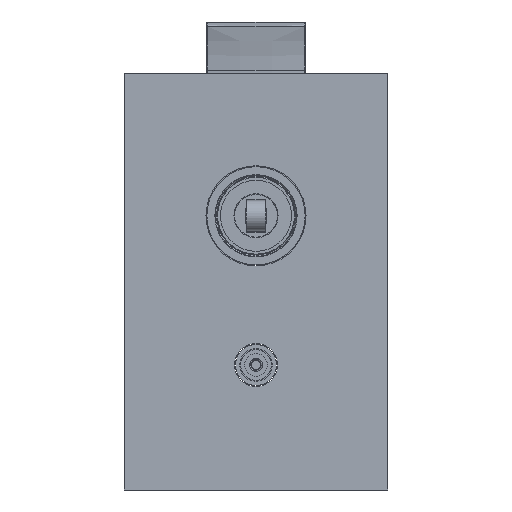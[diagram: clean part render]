
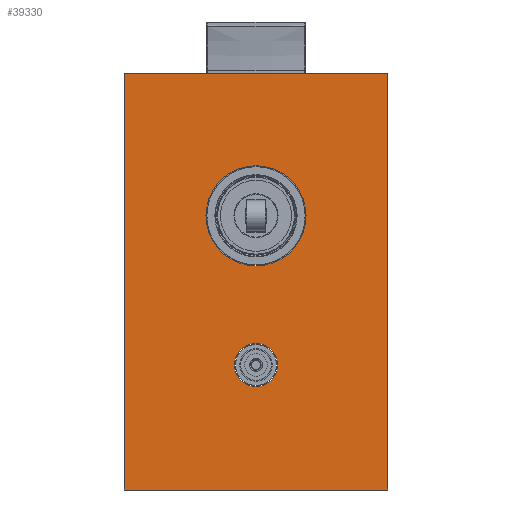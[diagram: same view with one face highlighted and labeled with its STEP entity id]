
A CAD part, front view. The second image highlights one B-rep face of the part: STEP entity #39330.
In plain terms, the highlighted planar face has unit normal (0, -1, 0).
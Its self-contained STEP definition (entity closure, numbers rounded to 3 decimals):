
#39149=DIRECTION('',(0.,0.,-1.));
#39150=VECTOR('',#39149,190.);
#39151=CARTESIAN_POINT('',(60.,50.,65.));
#39152=LINE('',#39151,#39150);
#39153=DIRECTION('',(-1.,0.,0.));
#39154=VECTOR('',#39153,120.);
#39155=CARTESIAN_POINT('',(60.,50.,-125.));
#39156=LINE('',#39155,#39154);
#39157=DIRECTION('',(0.,0.,1.));
#39158=VECTOR('',#39157,190.);
#39159=CARTESIAN_POINT('',(-60.,50.,-125.));
#39160=LINE('',#39159,#39158);
#39161=DIRECTION('',(1.,0.,0.));
#39162=VECTOR('',#39161,120.);
#39163=CARTESIAN_POINT('',(-60.,50.,65.));
#39164=LINE('',#39163,#39162);
#39165=CARTESIAN_POINT('',(0.,50.,0.));
#39166=DIRECTION('',(0.,-1.,0.));
#39167=DIRECTION('',(-1.,0.,0.));
#39168=AXIS2_PLACEMENT_3D('',#39165,#39166,#39167);
#39170=CARTESIAN_POINT('',(0.,50.,0.));
#39171=DIRECTION('',(0.,-1.,0.));
#39172=DIRECTION('',(1.,0.,0.));
#39173=AXIS2_PLACEMENT_3D('',#39170,#39171,#39172);
#39175=CARTESIAN_POINT('',(0.,50.,-68.));
#39176=DIRECTION('',(0.,-1.,0.));
#39177=DIRECTION('',(-1.,0.,0.));
#39178=AXIS2_PLACEMENT_3D('',#39175,#39176,#39177);
#39180=CARTESIAN_POINT('',(0.,50.,-68.));
#39181=DIRECTION('',(0.,-1.,0.));
#39182=DIRECTION('',(1.,0.,0.));
#39183=AXIS2_PLACEMENT_3D('',#39180,#39181,#39182);
#39249=CARTESIAN_POINT('',(-22.8,50.,0.));
#39250=CARTESIAN_POINT('',(22.8,50.,0.));
#39251=VERTEX_POINT('',#39249);
#39252=VERTEX_POINT('',#39250);
#39253=CARTESIAN_POINT('',(-9.75,50.,-68.));
#39254=CARTESIAN_POINT('',(9.75,50.,-68.));
#39255=VERTEX_POINT('',#39253);
#39256=VERTEX_POINT('',#39254);
#39257=CARTESIAN_POINT('',(60.,50.,65.));
#39258=CARTESIAN_POINT('',(60.,50.,-125.));
#39259=VERTEX_POINT('',#39257);
#39260=VERTEX_POINT('',#39258);
#39261=CARTESIAN_POINT('',(-60.,50.,-125.));
#39262=VERTEX_POINT('',#39261);
#39263=CARTESIAN_POINT('',(-60.,50.,65.));
#39264=VERTEX_POINT('',#39263);
#39304=CARTESIAN_POINT('',(0.,50.,-30.));
#39305=DIRECTION('',(0.,1.,0.));
#39306=DIRECTION('',(-1.,0.,0.));
#39307=AXIS2_PLACEMENT_3D('',#39304,#39305,#39306);
#39308=PLANE('',#39307);
#39310=ORIENTED_EDGE('',*,*,#39309,.T.);
#39312=ORIENTED_EDGE('',*,*,#39311,.T.);
#39314=ORIENTED_EDGE('',*,*,#39313,.T.);
#39315=ORIENTED_EDGE('',*,*,#39286,.T.);
#39316=EDGE_LOOP('',(#39310,#39312,#39314,#39315));
#39317=FACE_OUTER_BOUND('',#39316,.F.);
#39319=ORIENTED_EDGE('',*,*,#39318,.T.);
#39321=ORIENTED_EDGE('',*,*,#39320,.T.);
#39322=EDGE_LOOP('',(#39319,#39321));
#39323=FACE_BOUND('',#39322,.F.);
#39325=ORIENTED_EDGE('',*,*,#39324,.T.);
#39327=ORIENTED_EDGE('',*,*,#39326,.T.);
#39328=EDGE_LOOP('',(#39325,#39327));
#39329=FACE_BOUND('',#39328,.F.);
#39330=ADVANCED_FACE('',(#39317,#39323,#39329),#39308,.F.);
#39169=CIRCLE('',#39168,22.8);
#39174=CIRCLE('',#39173,22.8);
#39179=CIRCLE('',#39178,9.75);
#39184=CIRCLE('',#39183,9.75);
#39286=EDGE_CURVE('',#39264,#39259,#39164,.T.);
#39309=EDGE_CURVE('',#39259,#39260,#39152,.T.);
#39311=EDGE_CURVE('',#39260,#39262,#39156,.T.);
#39313=EDGE_CURVE('',#39262,#39264,#39160,.T.);
#39318=EDGE_CURVE('',#39251,#39252,#39169,.T.);
#39320=EDGE_CURVE('',#39252,#39251,#39174,.T.);
#39324=EDGE_CURVE('',#39255,#39256,#39179,.T.);
#39326=EDGE_CURVE('',#39256,#39255,#39184,.T.);
